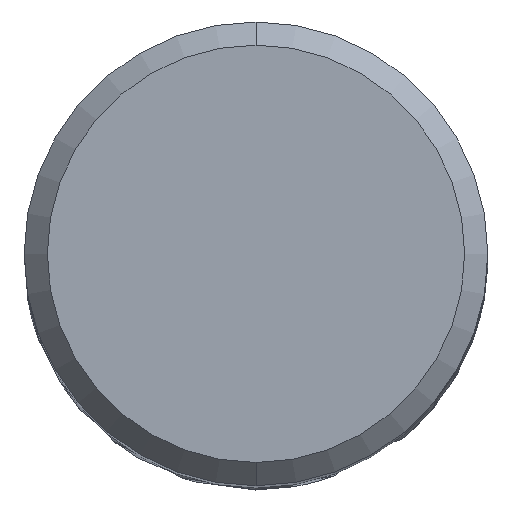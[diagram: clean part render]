
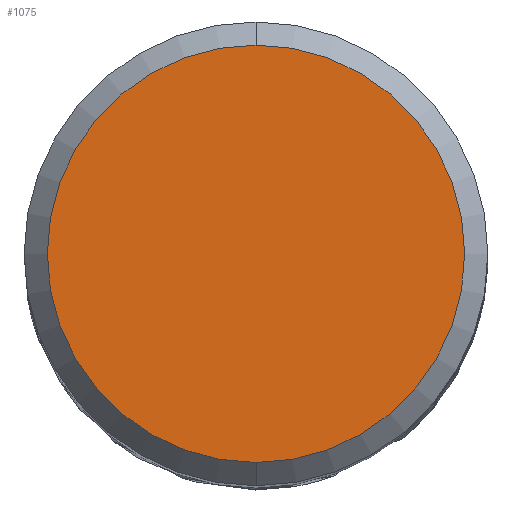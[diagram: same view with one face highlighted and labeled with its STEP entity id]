
A CAD part, top view. The second image highlights one B-rep face of the part: STEP entity #1075.
In plain terms, the highlighted planar face has unit normal (0, 0, 1).
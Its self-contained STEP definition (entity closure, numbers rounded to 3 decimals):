
#711=VERTEX_POINT('',#1747);
#749=EDGE_CURVE('',#711,#1051,#1787,.T.);
#1051=VERTEX_POINT('',#2118);
#1073=EDGE_CURVE('',#1051,#711,#2141,.T.);
#1075=ADVANCED_FACE('',(#2143),#2144,.T.);
#1747=CARTESIAN_POINT('',(0.0,9.0,0.0));
#1787=CIRCLE('',#4154,9.0);
#2118=CARTESIAN_POINT('',(0.,-9.0,0.0));
#2141=CIRCLE('',#5740,9.0);
#2143=FACE_OUTER_BOUND('',#5742,.T.);
#2144=PLANE('',#5743);
#4154=AXIS2_PLACEMENT_3D('',#8513,#8514,#8515);
#5740=AXIS2_PLACEMENT_3D('',#8934,#8935,#8936);
#5742=EDGE_LOOP('',(#8938,#8939));
#5743=AXIS2_PLACEMENT_3D('',#8940,#8941,#8942);
#8513=CARTESIAN_POINT('',(0.0,0.0,0.0));
#8514=DIRECTION('',(0.0,0.0,-1.0));
#8515=DIRECTION('',(0.0,1.0,0.0));
#8934=CARTESIAN_POINT('',(0.0,0.0,0.0));
#8935=DIRECTION('',(0.0,0.0,-1.0));
#8936=DIRECTION('',(0.0,1.0,0.0));
#8938=ORIENTED_EDGE('',*,*,#749,.F.);
#8939=ORIENTED_EDGE('',*,*,#1073,.F.);
#8940=CARTESIAN_POINT('',(0.0,4.5,0.0));
#8941=DIRECTION('',(-0.0,0.0,1.0));
#8942=DIRECTION('',(0.0,-1.0,0.0));
